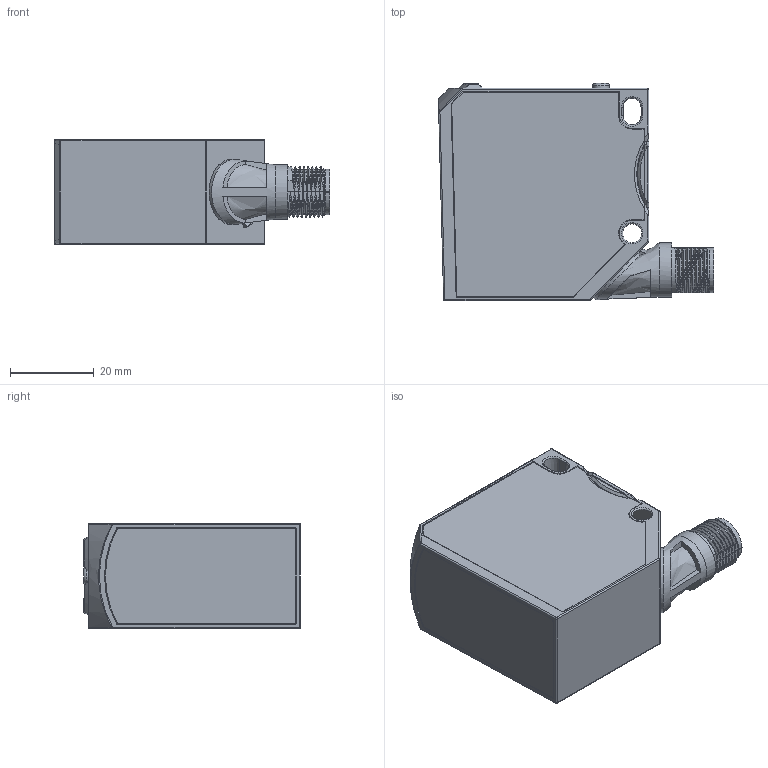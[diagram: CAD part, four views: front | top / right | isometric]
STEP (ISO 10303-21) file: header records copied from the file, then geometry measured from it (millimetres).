
FILE_DESCRIPTION(/* description */ (''),/* implementation_level */ '2;1');
FILE_NAME(/* name */ '153-01301_FT 55 C Stecker Metall.stp',/* time_stamp */ '2018-05-15T09:07:05+02:00',/* author */ ('SensoPart'),/* organization */ ('SensoPart'),/* preprocessor_version */ 'ST-DEVELOPER v17',/* originating_system */ 'Autodesk Inventor 2018',/* authorisation */ '');
FILE_SCHEMA (('AUTOMOTIVE_DESIGN { 1 0 10303 214 3 1 1 }'));
Length unit declared in the file: millimetre
Products named in the file (1): GH-ENG-0025556
Bounding box: 65.55 x 51.65 x 25 mm (x, y, z)
Volume: 60828.4 mm3; surface area: 12271.7 mm2
Topology: 2 solids, 2 shells, 324 faces, 843 edges, 540 vertices
Faces by surface type: plane 96, bspline 77, cylinder 71, cone 42, sphere 20, torus 18
Full cylindrical faces by diameter (mm): 4 x3, 13 x1, 15.5 x1
Entity records: 17433 total; most frequent: CARTESIAN_POINT 9675, ORIENTED_EDGE 1686, DIRECTION 1301, EDGE_CURVE 843, VERTEX_POINT 540, AXIS2_PLACEMENT_3D 500, EDGE_LOOP 345, STYLED_ITEM 326
